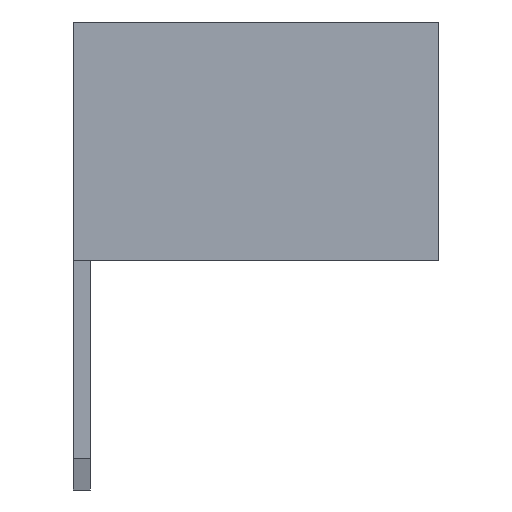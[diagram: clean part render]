
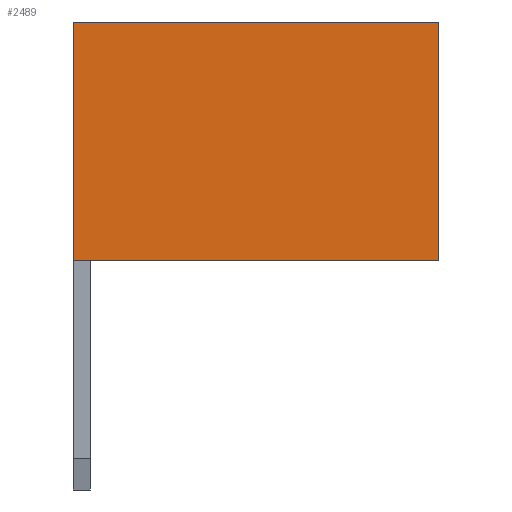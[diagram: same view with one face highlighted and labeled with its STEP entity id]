
A CAD part, left-side view. The second image highlights one B-rep face of the part: STEP entity #2489.
In plain terms, the highlighted planar face has unit normal (-1, 0, 0).
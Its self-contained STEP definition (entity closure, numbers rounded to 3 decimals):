
#2489=ADVANCED_FACE('',(#17701),#17703,.T.);
#17701=FACE_BOUND('',#17702,.T.);
#17702=EDGE_LOOP('',(#29873,#29874,#29875,#29876));
#17703=PLANE('',#17704);
#17704=AXIS2_PLACEMENT_3D('',#17705,#17706,#17707);
#17705=CARTESIAN_POINT('',(-1.,-4.2,0.));
#17706=DIRECTION('',(-1.,0.,0.));
#17707=DIRECTION('',(0.,0.,1.));
#29873=ORIENTED_EDGE('',*,*,#38277,.T.);
#29874=ORIENTED_EDGE('',*,*,#38722,.T.);
#29875=ORIENTED_EDGE('',*,*,#38048,.F.);
#29876=ORIENTED_EDGE('',*,*,#38721,.F.);
#38048=EDGE_CURVE('',#43194,#43196,#43197,.T.);
#38277=EDGE_CURVE('',#43518,#43519,#43520,.T.);
#38721=EDGE_CURVE('',#43518,#43194,#44257,.T.);
#38722=EDGE_CURVE('',#43519,#43196,#44258,.T.);
#43194=VERTEX_POINT('',#51810);
#43196=VERTEX_POINT('',#51814);
#43197=LINE('',#51815,#51816);
#43518=VERTEX_POINT('',#52594);
#43519=VERTEX_POINT('',#52595);
#43520=LINE('',#52596,#52597);
#44257=LINE('',#54221,#54222);
#44258=LINE('',#54224,#54225);
#51810=CARTESIAN_POINT('',(-1.,0.1,0.));
#51814=CARTESIAN_POINT('',(-1.,0.1,2.8));
#51815=CARTESIAN_POINT('',(-1.,0.1,0.));
#51816=VECTOR('',#51817,1.);
#51817=DIRECTION('',(0.,0.,1.));
#52594=CARTESIAN_POINT('',(-1.,-4.2,0.));
#52595=CARTESIAN_POINT('',(-1.,-4.2,2.8));
#52596=CARTESIAN_POINT('',(-1.,-4.2,0.));
#52597=VECTOR('',#52598,1.);
#52598=DIRECTION('',(0.,0.,1.));
#54221=CARTESIAN_POINT('',(-1.,-4.2,0.));
#54222=VECTOR('',#54223,1.);
#54223=DIRECTION('',(0.,1.,0.));
#54224=CARTESIAN_POINT('',(-1.,-4.2,2.8));
#54225=VECTOR('',#54226,1.);
#54226=DIRECTION('',(0.,1.,0.));
